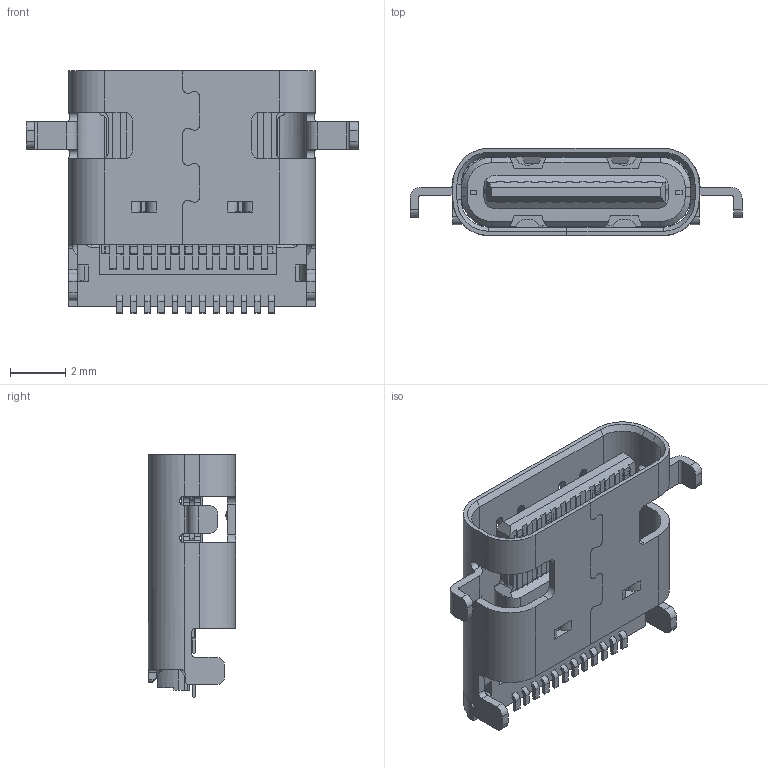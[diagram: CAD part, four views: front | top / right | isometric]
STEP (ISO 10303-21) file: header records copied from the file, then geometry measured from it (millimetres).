
FILE_DESCRIPTION (( 'STEP AP203' ), '1' );
FILE_NAME ('麥啣邧泂1.45傖こす諳.STEP', '2025-07-21T03:42:42', ( '' ), ( '' ), 'SwSTEP 2.0', 'SolidWorks 2022', '' );
FILE_SCHEMA (( 'CONFIG_CONTROL_DESIGN' ));
Length unit declared in the file: millimetre
Products named in the file (1): 沉板双贴1.45成品平口
Bounding box: 12.05 x 3.16 x 8.8 mm (x, y, z)
Volume: 128.2 mm3; surface area: 829.2 mm2
Topology: 28 solids, 30 shells, 2177 faces, 6116 edges, 3958 vertices
Faces by surface type: plane 1573, cylinder 572, cone 24, bspline 8
Entity records: 69810 total; most frequent: CARTESIAN_POINT 13743, ORIENTED_EDGE 12216, DIRECTION 11035, EDGE_CURVE 6108, VECTOR 4759, LINE 4759, VERTEX_POINT 3958, AXIS2_PLACEMENT_3D 3138
